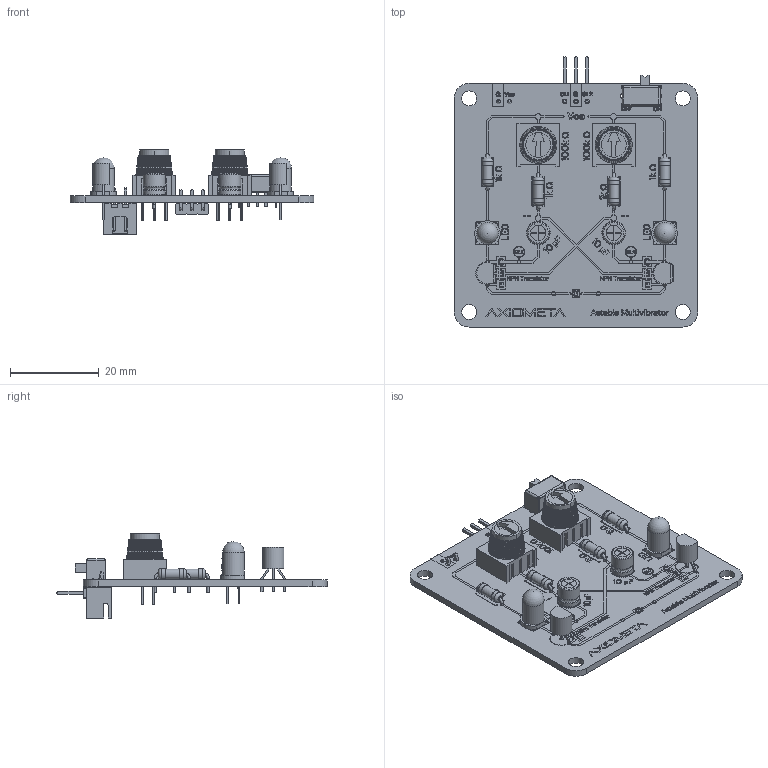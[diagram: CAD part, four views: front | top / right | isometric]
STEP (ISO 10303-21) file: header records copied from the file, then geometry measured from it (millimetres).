
FILE_DESCRIPTION(('KiCad electronic assembly'),'2;1');
FILE_NAME('STP_SLD0001.step','2025-10-18T21:24:23',('Pcbnew'),('Kicad'), 'Open CASCADE STEP processor 7.9','KiCad to STEP converter','Unknown' );
FILE_SCHEMA(('AUTOMOTIVE_DESIGN { 1 0 10303 214 1 1 1 1 }'));
Length unit declared in the file: millimetre
Products named in the file (13): STP_SLD0001 1; SK-12D07; LED_D5.0mm; R_Axial_DIN0207_L6.3mm_D2.5mm_P7.62mm_Horizontal; CP_Radial_D5.0mm_P2.50mm; 10 kÎ© Breadboard Trim Potentiometer with Knob; BASE, 10 KILO-OHM BREADBOARD TRIM POTENTIOMETER WITH KNOB; KNOB, 10 KILO-OHM BREADBOARD TRIM POTENTIOMETER WITH KNOB; PinHeader_1x03_P2.54mm_Horizontal; TO-92_Inline_Wide; JST_XH_B2B-XH-A_1x02_P2.50mm_Vertical; Solder Kit - Astable Multivibrator_silkscreen; Solder Kit - Astable Multivibrator_PCB
Assembly tree (19 placements, depth 3):
  STP_SLD0001 1
    SK-12D07
    LED_D5.0mm  x2
    R_Axial_DIN0207_L6.3mm_D2.5mm_P7.62mm_Horizontal  x4
    CP_Radial_D5.0mm_P2.50mm  x2
    10 kÎ© Breadboard Trim Potentiometer with Knob  x2
      BASE, 10 KILO-OHM BREADBOARD TRIM POTENTIOMETER WITH KNOB
      KNOB, 10 KILO-OHM BREADBOARD TRIM POTENTIOMETER WITH KNOB
    PinHeader_1x03_P2.54mm_Horizontal
    TO-92_Inline_Wide  x2
    JST_XH_B2B-XH-A_1x02_P2.50mm_Vertical
    Solder Kit - Astable Multivibrator_silkscreen
    Solder Kit - Astable Multivibrator_PCB
Bounding box: 55 x 60.98 x 18.98 mm (x, y, z)
Volume: 6809.8 mm3; surface area: 10677.2 mm2
Topology: 23 solids, 341 shells, 1563 faces, 12035 edges, 10889 vertices
Faces by surface type: plane 1090, cylinder 189, torus 140, cone 120, bspline 12, revolution 10, sphere 2
Full cylindrical faces by diameter (mm): 0.5 x4, 0.6 x8, 0.7 x3, 0.8 x24, 0.9 x2, 1 x11, 2.25 x4, 2.5 x8, 3.4 x4, 4.9 x2
Entity records: 106854 total; most frequent: CARTESIAN_POINT 24985, DIRECTION 14864, ORIENTED_EDGE 13014, EDGE_CURVE 10878, VERTEX_POINT 10128, LINE 8881, VECTOR 8881, AXIS2_PLACEMENT_3D 2989
